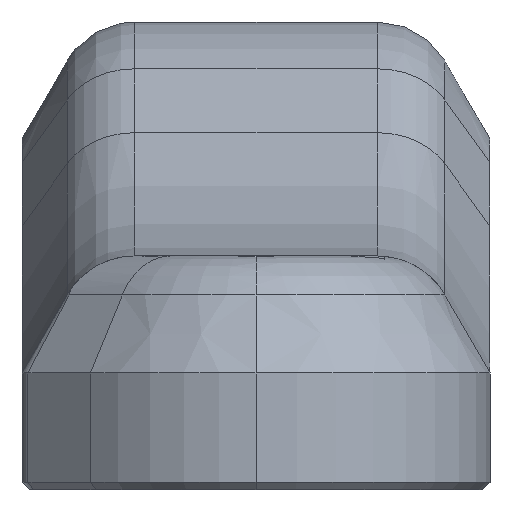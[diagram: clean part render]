
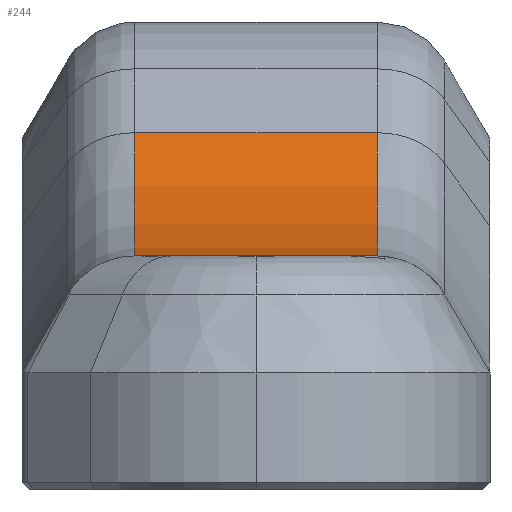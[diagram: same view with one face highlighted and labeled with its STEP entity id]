
A CAD part, left-side view. The second image highlights one B-rep face of the part: STEP entity #244.
In plain terms, the highlighted cylindrical face has radius 15.811 mm (diameter 31.623 mm), a partial arc.
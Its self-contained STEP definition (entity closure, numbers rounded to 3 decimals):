
#244=ADVANCED_FACE('',(#816),#818,.F.);
#816=FACE_BOUND('',#817,.T.);
#817=EDGE_LOOP('',(#1430,#1431,#1432,#1433));
#818=CYLINDRICAL_SURFACE('',#819,15.811);
#819=AXIS2_PLACEMENT_3D('',#820,#821,#822);
#820=CARTESIAN_POINT('',(-15.27,46.,21.811));
#821=DIRECTION('',(0.,1.,0.));
#822=DIRECTION('',(0.6,0.,-0.8));
#1430=ORIENTED_EDGE('',*,*,#1814,.T.);
#1431=ORIENTED_EDGE('',*,*,#1777,.F.);
#1432=ORIENTED_EDGE('',*,*,#1756,.F.);
#1433=ORIENTED_EDGE('',*,*,#1806,.F.);
#1756=EDGE_CURVE('',#2084,#2085,#2086,.T.);
#1777=EDGE_CURVE('',#2085,#2114,#2116,.F.);
#1806=EDGE_CURVE('',#2161,#2084,#2166,.F.);
#1814=EDGE_CURVE('',#2161,#2114,#2178,.T.);
#2084=VERTEX_POINT('',#2754);
#2085=VERTEX_POINT('',#2755);
#2086=LINE('',#2756,#2757);
#2114=VERTEX_POINT('',#2836);
#2116=CIRCLE('',#2841,15.811);
#2161=VERTEX_POINT('',#2954);
#2166=CIRCLE('',#2967,15.811);
#2178=LINE('',#3008,#3009);
#2754=CARTESIAN_POINT('',(-5.784,3.113,9.162));
#2755=CARTESIAN_POINT('',(-5.784,-3.113,9.162));
#2756=CARTESIAN_POINT('',(-5.784,3.113,9.162));
#2757=VECTOR('',#2758,1.);
#2758=DIRECTION('',(0.,-1.,0.));
#2836=CARTESIAN_POINT('',(-15.27,-3.113,6.));
#2841=AXIS2_PLACEMENT_3D('',#2842,#2843,#2844);
#2842=CARTESIAN_POINT('',(-15.27,-3.113,21.811));
#2843=DIRECTION('',(0.,-1.,0.));
#2844=DIRECTION('',(0.,0.,-1.));
#2954=CARTESIAN_POINT('',(-15.27,3.113,6.));
#2967=AXIS2_PLACEMENT_3D('',#2968,#2969,#2970);
#2968=CARTESIAN_POINT('',(-15.27,3.113,21.811));
#2969=DIRECTION('',(0.,1.,0.));
#2970=DIRECTION('',(0.6,0.,-0.8));
#3008=CARTESIAN_POINT('',(-15.27,3.113,6.));
#3009=VECTOR('',#3010,1.);
#3010=DIRECTION('',(0.,-1.,0.));
